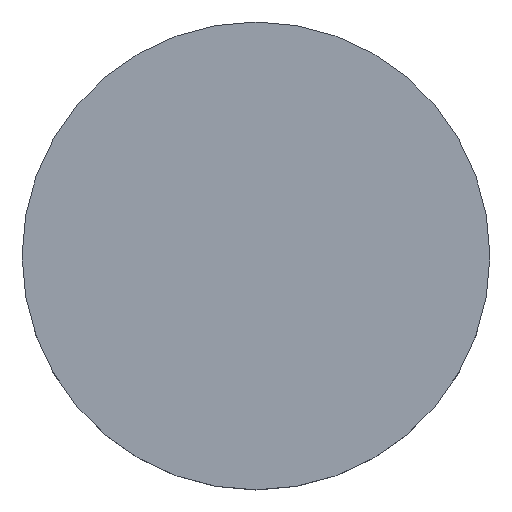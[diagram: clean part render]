
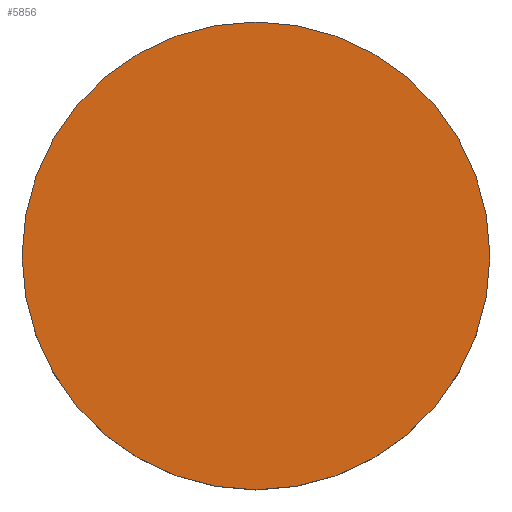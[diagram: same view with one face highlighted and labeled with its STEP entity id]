
A CAD part, top view. The second image highlights one B-rep face of the part: STEP entity #5856.
In plain terms, the highlighted planar face has unit normal (0, 0, 1).
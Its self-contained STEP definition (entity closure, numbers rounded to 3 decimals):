
#164=PLANE('',#6011);
#661=FACE_OUTER_BOUND('',#1001,.T.);
#1001=EDGE_LOOP('',(#5527));
#1008=CIRCLE('',#6009,59.5);
#2930=VERTEX_POINT('',#12925);
#3796=EDGE_CURVE('',#2930,#2930,#1008,.T.);
#5527=ORIENTED_EDGE('',*,*,#3796,.T.);
#5856=ADVANCED_FACE('',(#661),#164,.T.);
#6009=AXIS2_PLACEMENT_3D('',#12926,#6771,#6772);
#6011=AXIS2_PLACEMENT_3D('',#12930,#6776,#6777);
#6771=DIRECTION('center_axis',(0.,0.,1.));
#6772=DIRECTION('ref_axis',(1.,0.,0.));
#6776=DIRECTION('center_axis',(0.,0.,1.));
#6777=DIRECTION('ref_axis',(1.,0.,0.));
#12925=CARTESIAN_POINT('',(-59.5,0.,20.));
#12926=CARTESIAN_POINT('Origin',(0.,0.,20.));
#12930=CARTESIAN_POINT('Origin',(0.,0.,20.));
